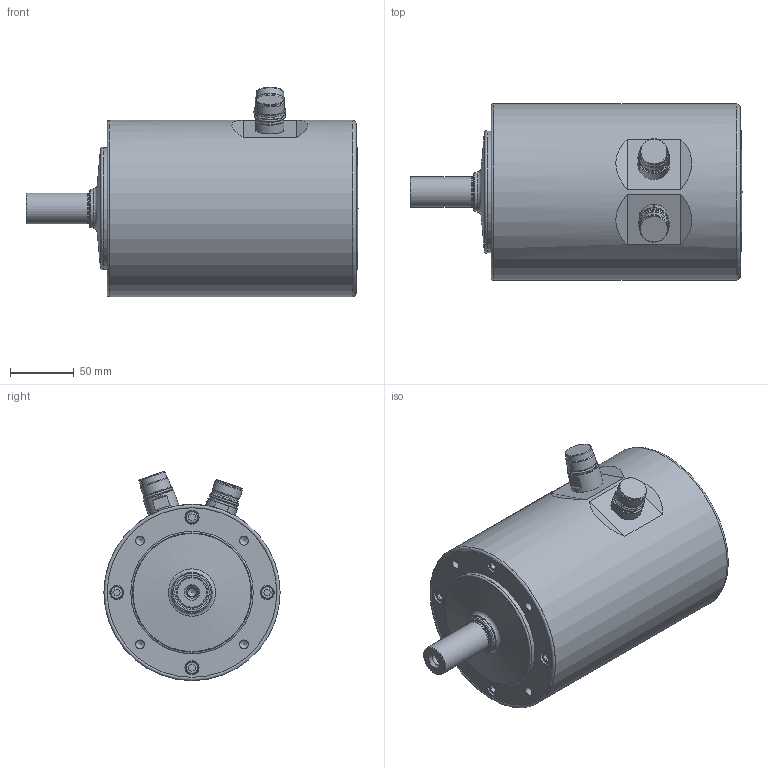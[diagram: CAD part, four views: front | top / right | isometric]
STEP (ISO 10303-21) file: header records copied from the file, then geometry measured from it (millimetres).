
FILE_DESCRIPTION(/* description */ (''),/* implementation_level */ '2;1');
FILE_NAME(/* name */ 'CM2H_KSYMotor-Welle-B14-46X_01_KSY464_SteckerGeber.stp',/* time_stamp */ '2023-08-01T11:22:09+02:00',/* author */ (''),/* organization */ (''),/* preprocessor_version */ 'ST-DEVELOPER v16',/* originating_system */ 'SIEMENS PLM Software NX 10.0',/* authorisation */ '');
FILE_SCHEMA (('AUTOMOTIVE_DESIGN { 1 0 10303 214 3 1 1 1 }'));
Length unit declared in the file: millimetre
Products named in the file (4): 014349_D; 014351_D; KSY464E_HD_R4_SEW_Rumpf; KSY464HD_R4_SEW
Assembly tree (3 placements, depth 2):
  KSY464HD_R4_SEW
    KSY464E_HD_R4_SEW_Rumpf
    014351_D
    014349_D
Bounding box: 260 x 138 x 163.89 mm (x, y, z)
Volume: 3004474.5 mm3; surface area: 131401.8 mm2
Topology: 3 solids, 4 shells, 175 faces, 382 edges, 251 vertices
Faces by surface type: plane 83, cylinder 48, torus 21, cone 21, bspline 1, sphere 1
Full cylindrical faces by diameter (mm): 6.985 x5, 9 x1, 10 x4, 11 x4, 16 x1, 20 x1, 21 x2, 21.15 x4, 21.5 x1, 21.6 x2, 21.8 x1, 22.6 x1, 22.7 x1, 23 x2, 23.1 x2, 23.5 x1, 24 x1, 25 x1, 27 x2, 30 x2, 31.6 x1, 95 x1, 138 x1
Entity records: 4853 total; most frequent: CARTESIAN_POINT 862, DIRECTION 739, ORIENTED_EDGE 528, AXIS2_PLACEMENT_3D 314, EDGE_LOOP 291, EDGE_CURVE 264, FACE_BOUND 230, VERTEX_POINT 216
